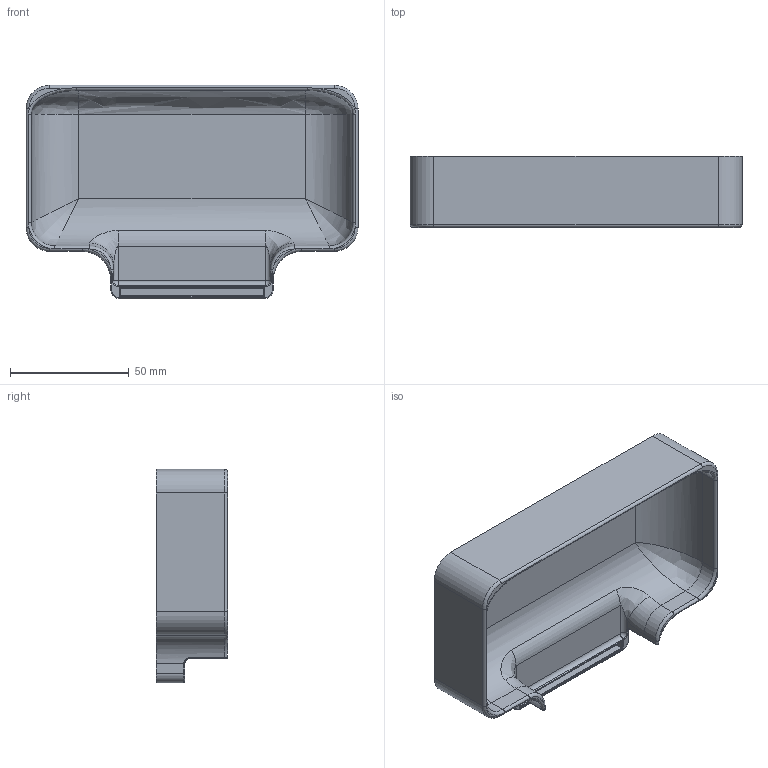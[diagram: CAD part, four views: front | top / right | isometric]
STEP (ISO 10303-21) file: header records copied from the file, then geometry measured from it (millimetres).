
FILE_DESCRIPTION (( 'STEP AP214' ), '1' );
FILE_NAME ('CFV5_SCase_Bowl.STEP', '2025-01-11T16:48:58', ( '' ), ( '' ), 'SwSTEP 2.0', 'SolidWorks 2025', '' );
FILE_SCHEMA (( 'AUTOMOTIVE_DESIGN' ));
Length unit declared in the file: millimetre
Products named in the file (1): CFV5_SCase_Bowl
Bounding box: 140 x 30 x 90 mm (x, y, z)
Volume: 82703.7 mm3; surface area: 41777.4 mm2
Topology: 2 solids, 2 shells, 133 faces, 315 edges, 182 vertices
Faces by surface type: cylinder 51, plane 41, torus 22, bspline 17, sphere 2
Entity records: 4662 total; most frequent: CARTESIAN_POINT 1752, ORIENTED_EDGE 622, DIRECTION 583, EDGE_CURVE 311, AXIS2_PLACEMENT_3D 223, VERTEX_POINT 182, VECTOR 137, LINE 137
